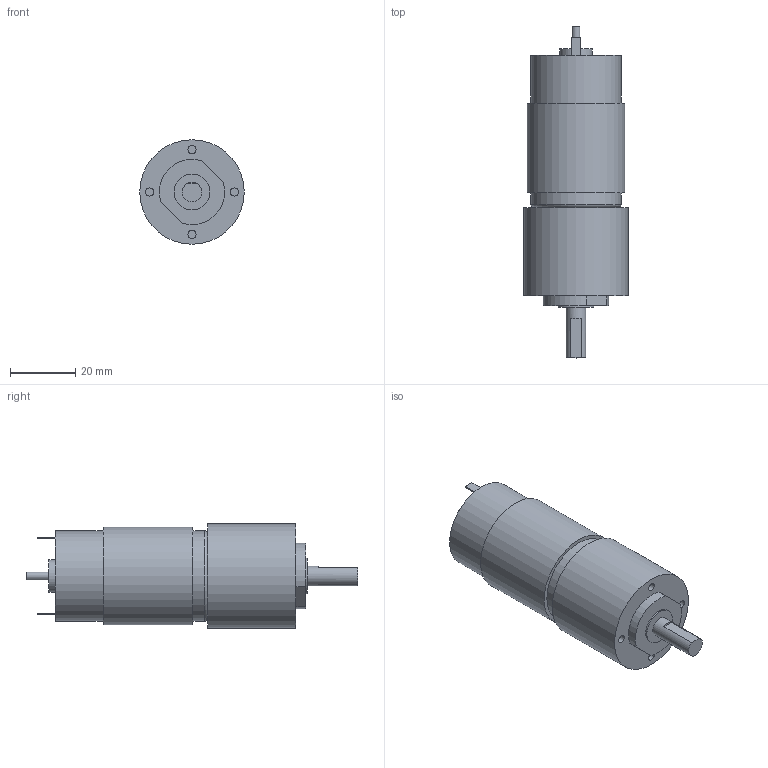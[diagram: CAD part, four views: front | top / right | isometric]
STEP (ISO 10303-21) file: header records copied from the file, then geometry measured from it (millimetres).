
FILE_DESCRIPTION( ( 'Unknown' ), '1' );
FILE_NAME( 'PD3246-14--35-BF.stp', 'Unknown', ( 'Unknown' ), ( 'Unknown' ), 'PSStep 17.0.49', 'Unknown', ' ' );
FILE_SCHEMA( ( 'AUTOMOTIVE_DESIGN { 1 0 10303 214 1 1 1 1 }' ) );
Length unit declared in the file: millimetre
Products named in the file (1): 1
Bounding box: 32 x 101.63 x 32 mm (x, y, z)
Volume: 54039.4 mm3; surface area: 9769 mm2
Topology: 1 solids, 1 shells, 43 faces, 80 edges, 53 vertices
Faces by surface type: plane 28, cylinder 14, torus 1
Full cylindrical faces by diameter (mm): 2.4 x1, 2.459 x4, 6 x1, 10 x1, 11 x1, 27.6 x2, 30 x1, 32 x1
Entity records: 1362 total; most frequent: DIRECTION 184, CARTESIAN_POINT 162, ORIENTED_EDGE 132, AXIS2_PLACEMENT_3D 74, EDGE_LOOP 70, EDGE_CURVE 66, FACE_OUTER_BOUND 56, VERTEX_POINT 52
